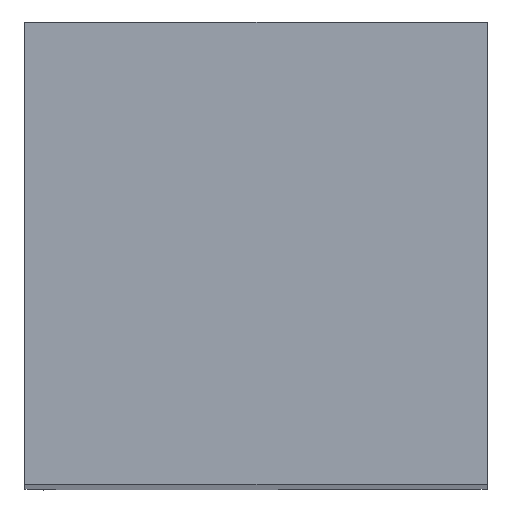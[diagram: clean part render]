
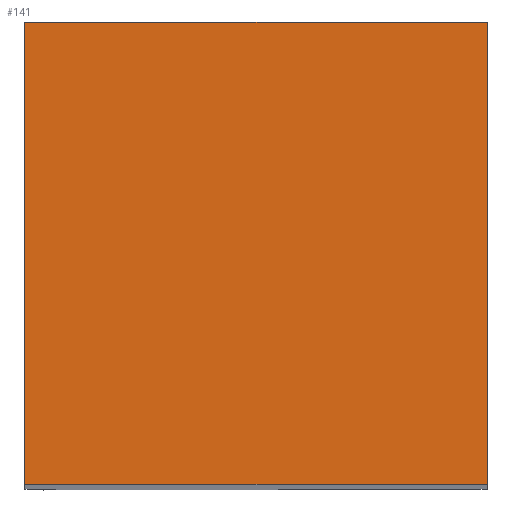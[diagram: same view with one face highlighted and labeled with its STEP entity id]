
A CAD part, top view. The second image highlights one B-rep face of the part: STEP entity #141.
In plain terms, the highlighted planar face has unit normal (0, 0, 1).
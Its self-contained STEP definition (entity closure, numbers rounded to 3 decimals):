
#81=PLANE('',#1590);
#141=ADVANCED_FACE('',(#248),#81,.T.);
#248=FACE_OUTER_BOUND('',#326,.T.);
#326=EDGE_LOOP('',(#591,#592,#593,#594));
#591=ORIENTED_EDGE('',*,*,#1004,.T.);
#592=ORIENTED_EDGE('',*,*,#929,.T.);
#593=ORIENTED_EDGE('',*,*,#1013,.T.);
#594=ORIENTED_EDGE('',*,*,#1014,.F.);
#785=VERTEX_POINT('',#2282);
#786=VERTEX_POINT('',#2284);
#836=VERTEX_POINT('',#2472);
#841=VERTEX_POINT('',#2488);
#929=EDGE_CURVE('',#786,#785,#1257,.T.);
#1004=EDGE_CURVE('',#836,#786,#1302,.T.);
#1013=EDGE_CURVE('',#785,#841,#1309,.T.);
#1014=EDGE_CURVE('',#836,#841,#1310,.T.);
#1257=LINE('',#2283,#1364);
#1302=LINE('',#2471,#1409);
#1309=LINE('',#2489,#1416);
#1310=LINE('',#2491,#1417);
#1364=VECTOR('',#1760,1.);
#1409=VECTOR('',#1907,1.);
#1416=VECTOR('',#1924,1.);
#1417=VECTOR('',#1927,1.);
#1590=AXIS2_PLACEMENT_3D('',#2492,#1928,#1929);
#1760=DIRECTION('',(1.,0.,0.));
#1907=DIRECTION('',(0.,-1.,0.));
#1924=DIRECTION('',(0.,1.,0.));
#1927=DIRECTION('',(1.,0.,0.));
#1928=DIRECTION('',(0.,0.,1.));
#1929=DIRECTION('',(-1.,0.,0.));
#2282=CARTESIAN_POINT('',(0.,0.,0.));
#2283=CARTESIAN_POINT('',(-16.,0.,0.));
#2284=CARTESIAN_POINT('',(-16.,0.,0.));
#2471=CARTESIAN_POINT('',(-16.,16.,0.));
#2472=CARTESIAN_POINT('',(-16.,16.,0.));
#2488=CARTESIAN_POINT('',(0.,16.,0.));
#2489=CARTESIAN_POINT('',(0.,0.,0.));
#2491=CARTESIAN_POINT('',(-16.,16.,0.));
#2492=CARTESIAN_POINT('',(-8.,8.,0.));
